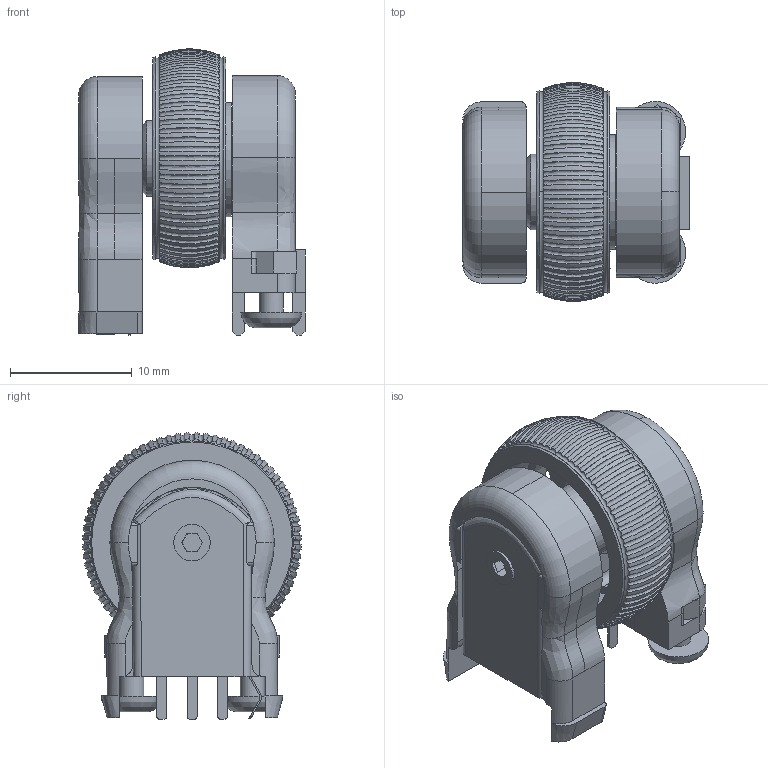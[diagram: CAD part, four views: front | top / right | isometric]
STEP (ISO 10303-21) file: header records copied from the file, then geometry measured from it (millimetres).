
FILE_DESCRIPTION(('HOOPS Exchange Step'),'2;1');
FILE_NAME('名称未設定.stp','2025-02-13T10:20:00+09:00',('hayashi'),('Unknown organisation'),'HOOPS Exchange 2023.2','HOOPS Exchange','Unknown authorisation');
FILE_SCHEMA( ('AP203_CONFIGURATION_CONTROLLED_3D_DESIGN_OF_MECHANICAL_PARTS_AND_ASSEMBLIES_MIM_LF') );
Length unit declared in the file: millimetre
Products named in the file (1): export
Bounding box: 18.62 x 17.99 x 23.52 mm (x, y, z)
Volume: 2881.5 mm3; surface area: 4228 mm2
Topology: 11 solids, 11 shells, 590 faces, 1640 edges, 1078 vertices
Faces by surface type: plane 261, bspline 249, cylinder 65, torus 8, cone 7
Full cylindrical faces by diameter (mm): 2 x4, 3 x2, 3.6 x1, 6.2 x1, 7.9 x1, 9.4 x1
Entity records: 32887 total; most frequent: CARTESIAN_POINT 19466, ORIENTED_EDGE 3276, DIRECTION 2064, EDGE_CURVE 1638, VERTEX_POINT 1078, VECTOR 734, LINE 734, AXIS2_PLACEMENT_3D 665
